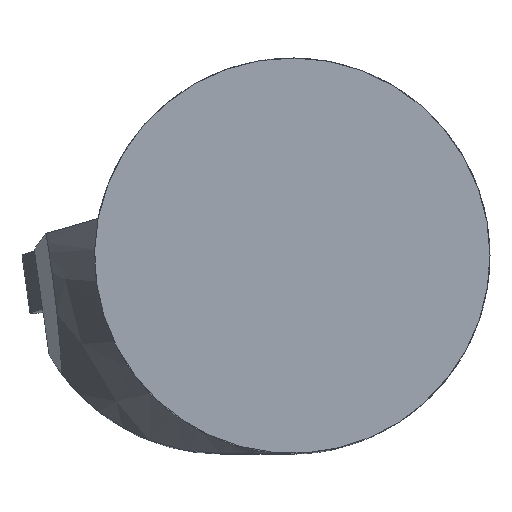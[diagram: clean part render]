
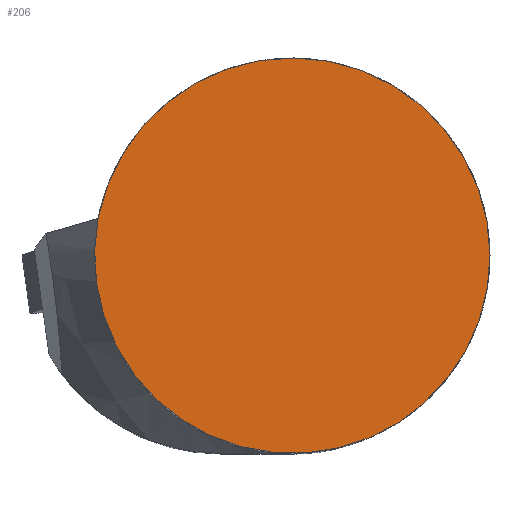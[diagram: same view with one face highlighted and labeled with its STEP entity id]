
A CAD part, top view. The second image highlights one B-rep face of the part: STEP entity #206.
In plain terms, the highlighted planar face has unit normal (0, 0, 1).
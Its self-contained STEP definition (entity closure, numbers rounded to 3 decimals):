
#166=FACE_OUTER_BOUND('',#412,.T.);
#206=ADVANCED_FACE('',(#166),#238,.T.);
#238=PLANE('',#1002);
#412=EDGE_LOOP('',(#607));
#607=ORIENTED_EDGE('',*,*,#754,.F.);
#671=VERTEX_POINT('',#1390);
#754=EDGE_CURVE('',#671,#671,#830,.T.);
#830=CIRCLE('',#959,16.);
#959=AXIS2_PLACEMENT_3D('',#1389,#1117,#1118);
#1002=AXIS2_PLACEMENT_3D('',#1541,#1229,#1230);
#1117=DIRECTION('',(0.,0.,-1.));
#1118=DIRECTION('',(1.,0.,0.));
#1229=DIRECTION('',(0.,0.,1.));
#1230=DIRECTION('',(1.,0.,0.));
#1389=CARTESIAN_POINT('',(0.,0.,0.));
#1390=CARTESIAN_POINT('',(16.,0.,0.));
#1541=CARTESIAN_POINT('',(0.,0.,0.));
